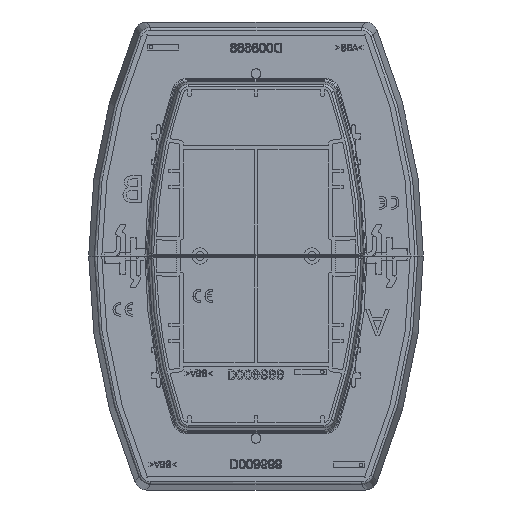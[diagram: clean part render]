
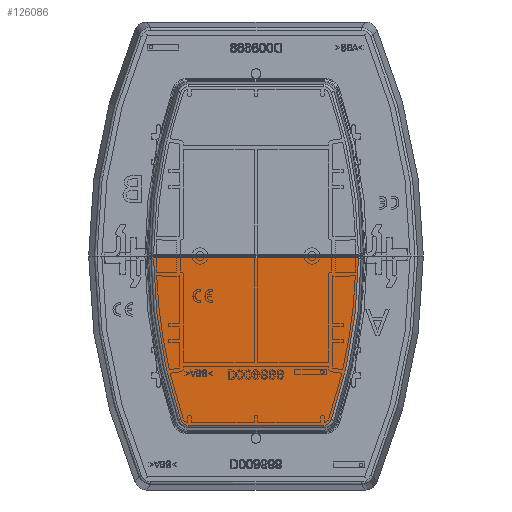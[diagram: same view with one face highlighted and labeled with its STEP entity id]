
A CAD part, left-side view. The second image highlights one B-rep face of the part: STEP entity #126086.
In plain terms, the highlighted planar face has unit normal (-1, 0, 0).
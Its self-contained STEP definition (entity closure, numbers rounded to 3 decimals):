
#125225=AXIS2_PLACEMENT_3D('Circle Axis2P3D',#125223,#125224,$) ;
#125265=AXIS2_PLACEMENT_3D('Circle Axis2P3D',#125263,#125264,$) ;
#125313=AXIS2_PLACEMENT_3D('Circle Axis2P3D',#125311,#125312,$) ;
#125330=AXIS2_PLACEMENT_3D('Circle Axis2P3D',#125328,#125329,$) ;
#126071=AXIS2_PLACEMENT_3D('Plane Axis2P3D',#126068,#126069,#126070) ;
#125223=CARTESIAN_POINT('Axis2P3D Location',(-1.5,152.5,-11.)) ;
#125227=CARTESIAN_POINT('Vertex',(-1.5,-28.267,-72.402)) ;
#125229=CARTESIAN_POINT('Vertex',(-1.5,-38.41,-11.75)) ;
#125260=CARTESIAN_POINT('Vertex',(-1.5,-25.463,-74.411)) ;
#125263=CARTESIAN_POINT('Axis2P3D Location',(-1.5,-25.463,-71.45)) ;
#125284=CARTESIAN_POINT('Vertex',(-1.5,25.463,-74.411)) ;
#125287=CARTESIAN_POINT('Line Origine',(-1.5,0.,-74.411)) ;
#125308=CARTESIAN_POINT('Vertex',(-1.5,28.267,-72.402)) ;
#125311=CARTESIAN_POINT('Axis2P3D Location',(-1.5,25.463,-71.45)) ;
#125328=CARTESIAN_POINT('Axis2P3D Location',(-1.5,-152.5,-11.)) ;
#125332=CARTESIAN_POINT('Vertex',(-1.5,38.41,-11.75)) ;
#126068=CARTESIAN_POINT('Axis2P3D Location',(-1.5,0.,-11.)) ;
#126073=CARTESIAN_POINT('Line Origine',(-1.5,0.,-11.75)) ;
#125224=DIRECTION('Axis2P3D Direction',(1.,0.,-0.)) ;
#125264=DIRECTION('Axis2P3D Direction',(1.,0.,-0.)) ;
#125288=DIRECTION('Vector Direction',(0.,-1.,0.)) ;
#125312=DIRECTION('Axis2P3D Direction',(1.,0.,0.)) ;
#125329=DIRECTION('Axis2P3D Direction',(1.,0.,0.)) ;
#126069=DIRECTION('Axis2P3D Direction',(1.,0.,0.)) ;
#126070=DIRECTION('Axis2P3D XDirection',(0.,-1.,0.)) ;
#126074=DIRECTION('Vector Direction',(0.,-1.,0.)) ;
#125289=VECTOR('Line Direction',#125288,1.) ;
#126075=VECTOR('Line Direction',#126074,1.) ;
#126079=ORIENTED_EDGE('',*,*,#126077,.T.) ;
#126080=ORIENTED_EDGE('',*,*,#125334,.T.) ;
#126081=ORIENTED_EDGE('',*,*,#125315,.T.) ;
#126082=ORIENTED_EDGE('',*,*,#125291,.T.) ;
#126083=ORIENTED_EDGE('',*,*,#125267,.T.) ;
#126084=ORIENTED_EDGE('',*,*,#125231,.T.) ;
#126086=ADVANCED_FACE('D009699_A.1\\Corps principal',(#126085),#126072,.F.) ;
#125226=CIRCLE('generated circle',#125225,190.911) ;
#125266=CIRCLE('generated circle',#125265,2.961) ;
#125314=CIRCLE('generated circle',#125313,2.961) ;
#125331=CIRCLE('generated circle',#125330,190.911) ;
#125231=EDGE_CURVE('',#125228,#125230,#125226,.F.) ;
#125267=EDGE_CURVE('',#125261,#125228,#125266,.F.) ;
#125291=EDGE_CURVE('',#125285,#125261,#125290,.T.) ;
#125315=EDGE_CURVE('',#125309,#125285,#125314,.F.) ;
#125334=EDGE_CURVE('',#125333,#125309,#125331,.F.) ;
#126077=EDGE_CURVE('',#125230,#125333,#126076,.F.) ;
#126078=EDGE_LOOP('',(#126079,#126080,#126081,#126082,#126083,#126084)) ;
#126085=FACE_OUTER_BOUND('',#126078,.T.) ;
#125290=LINE('Line',#125287,#125289) ;
#126076=LINE('Line',#126073,#126075) ;
#126072=PLANE('',#126071) ;
#125228=VERTEX_POINT('',#125227) ;
#125230=VERTEX_POINT('',#125229) ;
#125261=VERTEX_POINT('',#125260) ;
#125285=VERTEX_POINT('',#125284) ;
#125309=VERTEX_POINT('',#125308) ;
#125333=VERTEX_POINT('',#125332) ;
